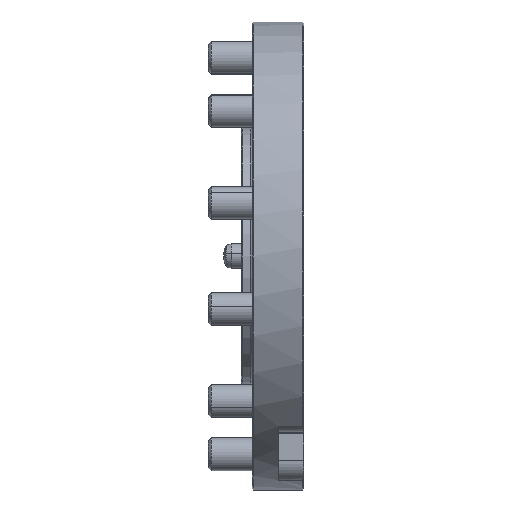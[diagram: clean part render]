
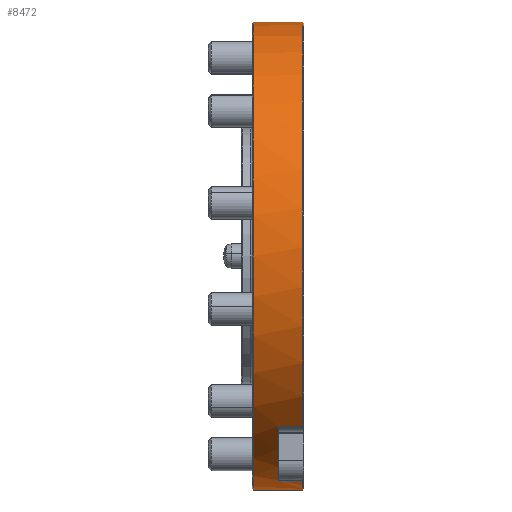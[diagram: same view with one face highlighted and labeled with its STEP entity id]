
A CAD part, front view. The second image highlights one B-rep face of the part: STEP entity #8472.
In plain terms, the highlighted cylindrical face has radius 114 mm (diameter 228 mm), a partial arc.
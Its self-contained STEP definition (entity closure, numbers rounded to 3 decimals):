
#74 = ORIENTED_EDGE ( 'NONE', *, *, #8320, .T. ) ;
#188 = LINE ( 'NONE', #9934, #10045 ) ;
#224 = VECTOR ( 'NONE', #8976, 1000. ) ;
#392 = CIRCLE ( 'NONE', #7380, 114. ) ;
#628 = CARTESIAN_POINT ( 'NONE',  ( 0.5, 0., -114. ) ) ;
#794 = AXIS2_PLACEMENT_3D ( 'NONE', #6966, #5470, #7779 ) ;
#957 = DIRECTION ( 'NONE',  ( -1., 0., 0. ) ) ;
#980 = VERTEX_POINT ( 'NONE', #3029 ) ;
#1287 = DIRECTION ( 'NONE',  ( 1., 0., 0. ) ) ;
#1308 = VERTEX_POINT ( 'NONE', #8245 ) ;
#1326 = DIRECTION ( 'NONE',  ( 0., 0., 1. ) ) ;
#1395 = DIRECTION ( 'NONE',  ( -1., 0., 0. ) ) ;
#1434 = CARTESIAN_POINT ( 'NONE',  ( 12.5, -78.088, -83.056 ) ) ;
#1634 = AXIS2_PLACEMENT_3D ( 'NONE', #2886, #8331, #3674 ) ;
#2001 = CARTESIAN_POINT ( 'NONE',  ( 24.5, 0., 0. ) ) ;
#2231 = DIRECTION ( 'NONE',  ( -1., 0., 0. ) ) ;
#2247 = EDGE_CURVE ( 'NONE', #7579, #5502, #9811, .T. ) ;
#2697 = EDGE_CURVE ( 'NONE', #7579, #6854, #188, .T. ) ;
#2782 = CARTESIAN_POINT ( 'NONE',  ( -8.733, -32.885, -109.154 ) ) ;
#2886 = CARTESIAN_POINT ( 'NONE',  ( 12.5, 0., 0. ) ) ;
#2958 = VERTEX_POINT ( 'NONE', #5280 ) ;
#3029 = CARTESIAN_POINT ( 'NONE',  ( 24.5, 0., 114. ) ) ;
#3056 = EDGE_CURVE ( 'NONE', #7812, #1308, #8497, .T. ) ;
#3224 = CYLINDRICAL_SURFACE ( 'NONE', #794, 114. ) ;
#3466 = FACE_OUTER_BOUND ( 'NONE', #9511, .T. ) ;
#3674 = DIRECTION ( 'NONE',  ( 0., 0., -1. ) ) ;
#3806 = ORIENTED_EDGE ( 'NONE', *, *, #7991, .T. ) ;
#4262 = CARTESIAN_POINT ( 'NONE',  ( 24.5, -32.885, -109.154 ) ) ;
#4347 = VECTOR ( 'NONE', #1287, 1000. ) ;
#4603 = DIRECTION ( 'NONE',  ( 1., 0., 0. ) ) ;
#4682 = CARTESIAN_POINT ( 'NONE',  ( 0.5, 0., 114. ) ) ;
#5040 = EDGE_CURVE ( 'NONE', #7812, #2958, #9656, .T. ) ;
#5116 = LINE ( 'NONE', #2782, #224 ) ;
#5189 = EDGE_CURVE ( 'NONE', #5236, #6854, #392, .T. ) ;
#5236 = VERTEX_POINT ( 'NONE', #4682 ) ;
#5280 = CARTESIAN_POINT ( 'NONE',  ( 12.5, -32.885, -109.154 ) ) ;
#5470 = DIRECTION ( 'NONE',  ( -1., 0., 0. ) ) ;
#5502 = VERTEX_POINT ( 'NONE', #4262 ) ;
#6117 = ORIENTED_EDGE ( 'NONE', *, *, #2247, .T. ) ;
#6176 = ORIENTED_EDGE ( 'NONE', *, *, #8144, .T. ) ;
#6207 = ORIENTED_EDGE ( 'NONE', *, *, #2697, .F. ) ;
#6650 = CARTESIAN_POINT ( 'NONE',  ( 24.5, 0., -114. ) ) ;
#6854 = VERTEX_POINT ( 'NONE', #628 ) ;
#6901 = CARTESIAN_POINT ( 'NONE',  ( 24.5, 0., 0. ) ) ;
#6966 = CARTESIAN_POINT ( 'NONE',  ( -8.733, 0., 0. ) ) ;
#6967 = LINE ( 'NONE', #7973, #8532 ) ;
#6972 = ORIENTED_EDGE ( 'NONE', *, *, #3056, .T. ) ;
#7013 = CIRCLE ( 'NONE', #8995, 114. ) ;
#7380 = AXIS2_PLACEMENT_3D ( 'NONE', #9227, #4603, #10010 ) ;
#7499 = CARTESIAN_POINT ( 'NONE',  ( -8.733, -78.088, -83.056 ) ) ;
#7579 = VERTEX_POINT ( 'NONE', #6650 ) ;
#7677 = DIRECTION ( 'NONE',  ( 0., 0., 1. ) ) ;
#7779 = DIRECTION ( 'NONE',  ( 0., 0., 1. ) ) ;
#7812 = VERTEX_POINT ( 'NONE', #1434 ) ;
#7825 = DIRECTION ( 'NONE',  ( -1., 0., 0. ) ) ;
#7843 = AXIS2_PLACEMENT_3D ( 'NONE', #2001, #1395, #1326 ) ;
#7973 = CARTESIAN_POINT ( 'NONE',  ( -8.733, 0., 114. ) ) ;
#7991 = EDGE_CURVE ( 'NONE', #980, #5236, #6967, .T. ) ;
#7995 = ORIENTED_EDGE ( 'NONE', *, *, #5040, .F. ) ;
#8144 = EDGE_CURVE ( 'NONE', #5502, #2958, #5116, .T. ) ;
#8245 = CARTESIAN_POINT ( 'NONE',  ( 24.5, -78.088, -83.056 ) ) ;
#8320 = EDGE_CURVE ( 'NONE', #1308, #980, #7013, .T. ) ;
#8331 = DIRECTION ( 'NONE',  ( 1., 0., 0. ) ) ;
#8402 = ORIENTED_EDGE ( 'NONE', *, *, #5189, .T. ) ;
#8472 = ADVANCED_FACE ( 'NONE', ( #3466 ), #3224, .T. ) ;
#8497 = LINE ( 'NONE', #7499, #4347 ) ;
#8532 = VECTOR ( 'NONE', #957, 1000. ) ;
#8976 = DIRECTION ( 'NONE',  ( -1., 0., 0. ) ) ;
#8995 = AXIS2_PLACEMENT_3D ( 'NONE', #6901, #2231, #7677 ) ;
#9227 = CARTESIAN_POINT ( 'NONE',  ( 0.5, 0., 0. ) ) ;
#9511 = EDGE_LOOP ( 'NONE', ( #6207, #6117, #6176, #7995, #6972, #74, #3806, #8402 ) ) ;
#9656 = CIRCLE ( 'NONE', #1634, 114. ) ;
#9811 = CIRCLE ( 'NONE', #7843, 114. ) ;
#9934 = CARTESIAN_POINT ( 'NONE',  ( -8.733, 0., -114. ) ) ;
#10010 = DIRECTION ( 'NONE',  ( 0., 0., -1. ) ) ;
#10045 = VECTOR ( 'NONE', #7825, 1000. ) ;
